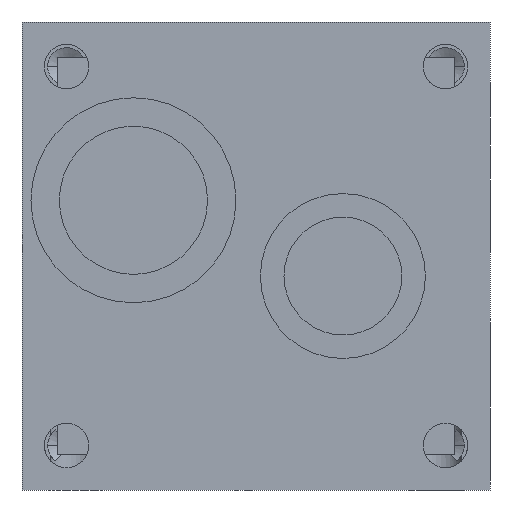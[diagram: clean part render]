
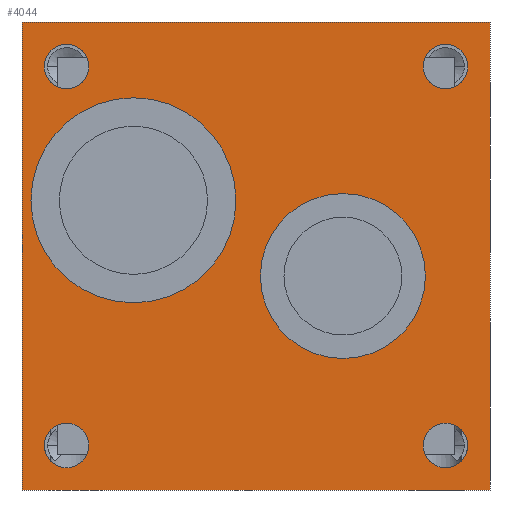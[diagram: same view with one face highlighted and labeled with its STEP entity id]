
A CAD part, front view. The second image highlights one B-rep face of the part: STEP entity #4044.
In plain terms, the highlighted planar face has unit normal (0, -1, 0).
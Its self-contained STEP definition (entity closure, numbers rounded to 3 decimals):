
#1672 = VERTEX_POINT( '', #4824 );
#1694 = EDGE_CURVE( '', #1708, #3358, #4846, .T. );
#1708 = VERTEX_POINT( '', #4860 );
#1908 = VERTEX_POINT( '', #5078 );
#2128 = VERTEX_POINT( '', #5323 );
#2178 = EDGE_CURVE( '', #3304, #3034, #5384, .T. );
#2412 = EDGE_CURVE( '', #3554, #1672, #5645, .T. );
#2422 = VERTEX_POINT( '', #5655 );
#2444 = EDGE_CURVE( '', #1672, #3554, #5678, .T. );
#2498 = VERTEX_POINT( '', #5740 );
#2500 = EDGE_CURVE( '', #1908, #1708, #5742, .T. );
#2530 = VERTEX_POINT( '', #5775 );
#2638 = EDGE_CURVE( '', #2128, #2790, #5901, .T. );
#2650 = EDGE_CURVE( '', #3034, #3304, #5913, .T. );
#2666 = VERTEX_POINT( '', #5929 );
#2790 = VERTEX_POINT( '', #6065 );
#2920 = VERTEX_POINT( '', #6204 );
#3024 = EDGE_CURVE( '', #2498, #1908, #6322, .T. );
#3034 = VERTEX_POINT( '', #6333 );
#3304 = VERTEX_POINT( '', #6631 );
#3358 = VERTEX_POINT( '', #6690 );
#3394 = EDGE_CURVE( '', #3758, #3948, #6732, .T. );
#3454 = EDGE_CURVE( '', #3948, #3758, #6798, .T. );
#3554 = VERTEX_POINT( '', #6955 );
#3758 = VERTEX_POINT( '', #7186 );
#3904 = EDGE_CURVE( '', #2498, #3358, #7353, .T. );
#3948 = VERTEX_POINT( '', #7406 );
#4044 = ADVANCED_FACE( '', ( #7512, #7513, #7514, #7515, #7516, #7517, #7518 ), #7519, .F. );
#4062 = EDGE_CURVE( '', #2920, #2422, #7538, .T. );
#4070 = EDGE_CURVE( '', #2422, #2920, #7546, .T. );
#4108 = EDGE_CURVE( '', #2666, #2530, #7586, .T. );
#4162 = EDGE_CURVE( '', #2790, #2128, #7644, .T. );
#4464 = EDGE_CURVE( '', #2530, #2666, #7988, .T. );
#4824 = CARTESIAN_POINT( '', ( 460., 0., 140. ) );
#4846 = LINE( '', #8448, #8449 );
#4860 = CARTESIAN_POINT( '', ( 465., 0., 45. ) );
#5078 = CARTESIAN_POINT( '', ( 465., 0., 150. ) );
#5323 = CARTESIAN_POINT( '', ( 365., 0., 55. ) );
#5384 = CIRCLE( '', #9226, 5. );
#5645 = CIRCLE( '', #9618, 5. );
#5655 = CARTESIAN_POINT( '', ( 450.5, 0., 93. ) );
#5678 = CIRCLE( '', #9663, 5. );
#5740 = CARTESIAN_POINT( '', ( 360., 0., 150. ) );
#5742 = LINE( '', #9772, #9773 );
#5775 = CARTESIAN_POINT( '', ( 362., 0., 110. ) );
#5901 = CIRCLE( '', #9987, 5. );
#5913 = CIRCLE( '', #10006, 5. );
#5929 = CARTESIAN_POINT( '', ( 408., 0., 110. ) );
#6065 = CARTESIAN_POINT( '', ( 375., 0., 55. ) );
#6204 = CARTESIAN_POINT( '', ( 413.5, 0., 93. ) );
#6322 = LINE( '', #10657, #10658 );
#6333 = CARTESIAN_POINT( '', ( 450., 0., 55. ) );
#6631 = CARTESIAN_POINT( '', ( 460., 0., 55. ) );
#6690 = CARTESIAN_POINT( '', ( 360., 0., 45. ) );
#6732 = CIRCLE( '', #11210, 5. );
#6798 = CIRCLE( '', #11299, 5. );
#6955 = CARTESIAN_POINT( '', ( 450., 0., 140. ) );
#7186 = CARTESIAN_POINT( '', ( 365., 0., 140. ) );
#7353 = LINE( '', #12096, #12097 );
#7406 = CARTESIAN_POINT( '', ( 375., 0., 140. ) );
#7512 = FACE_BOUND( '', #12346, .T. );
#7513 = FACE_BOUND( '', #12347, .T. );
#7514 = FACE_BOUND( '', #12348, .T. );
#7515 = FACE_BOUND( '', #12349, .T. );
#7516 = FACE_BOUND( '', #12350, .T. );
#7517 = FACE_BOUND( '', #12351, .T. );
#7518 = FACE_OUTER_BOUND( '', #12352, .T. );
#7519 = PLANE( '', #12353 );
#7538 = CIRCLE( '', #12381, 18.5 );
#7546 = CIRCLE( '', #12394, 18.5 );
#7586 = CIRCLE( '', #12447, 23. );
#7644 = CIRCLE( '', #12523, 5. );
#7988 = CIRCLE( '', #13004, 23. );
#8448 = CARTESIAN_POINT( '', ( 412.5, 0., 45. ) );
#8449 = VECTOR( '', #13471, 1. );
#9226 = AXIS2_PLACEMENT_3D( '', #14079, #14080, #14081 );
#9618 = AXIS2_PLACEMENT_3D( '', #14397, #14398, #14399 );
#9663 = AXIS2_PLACEMENT_3D( '', #14426, #14427, #14428 );
#9772 = CARTESIAN_POINT( '', ( 465., 0., 97.5 ) );
#9773 = VECTOR( '', #14535, 1. );
#9987 = AXIS2_PLACEMENT_3D( '', #14750, #14751, #14752 );
#10006 = AXIS2_PLACEMENT_3D( '', #14761, #14762, #14763 );
#10657 = CARTESIAN_POINT( '', ( 412.5, 0., 150. ) );
#10658 = VECTOR( '', #15186, 1. );
#11210 = AXIS2_PLACEMENT_3D( '', #15689, #15690, #15691 );
#11299 = AXIS2_PLACEMENT_3D( '', #15771, #15772, #15773 );
#12096 = CARTESIAN_POINT( '', ( 360., 0., 97.5 ) );
#12097 = VECTOR( '', #16493, 1. );
#12346 = EDGE_LOOP( '', ( #16719, #16720 ) );
#12347 = EDGE_LOOP( '', ( #16721, #16722 ) );
#12348 = EDGE_LOOP( '', ( #16723, #16724 ) );
#12349 = EDGE_LOOP( '', ( #16725, #16726 ) );
#12350 = EDGE_LOOP( '', ( #16727, #16728 ) );
#12351 = EDGE_LOOP( '', ( #16729, #16730 ) );
#12352 = EDGE_LOOP( '', ( #16731, #16732, #16733, #16734 ) );
#12353 = AXIS2_PLACEMENT_3D( '', #16735, #16736, #16737 );
#12381 = AXIS2_PLACEMENT_3D( '', #16753, #16754, #16755 );
#12394 = AXIS2_PLACEMENT_3D( '', #16763, #16764, #16765 );
#12447 = AXIS2_PLACEMENT_3D( '', #16803, #16804, #16805 );
#12523 = AXIS2_PLACEMENT_3D( '', #16876, #16877, #16878 );
#13004 = AXIS2_PLACEMENT_3D( '', #17309, #17310, #17311 );
#13471 = DIRECTION( '', ( -1., 0., 0. ) );
#14079 = CARTESIAN_POINT( '', ( 455., 0., 55. ) );
#14080 = DIRECTION( '', ( 0., 1., 0. ) );
#14081 = DIRECTION( '', ( 1., 0., 0. ) );
#14397 = CARTESIAN_POINT( '', ( 455., 0., 140. ) );
#14398 = DIRECTION( '', ( 0., 1., 0. ) );
#14399 = DIRECTION( '', ( 1., 0., 0. ) );
#14426 = CARTESIAN_POINT( '', ( 455., 0., 140. ) );
#14427 = DIRECTION( '', ( 0., 1., 0. ) );
#14428 = DIRECTION( '', ( 1., 0., 0. ) );
#14535 = DIRECTION( '', ( 0., 0., -1. ) );
#14750 = CARTESIAN_POINT( '', ( 370., 0., 55. ) );
#14751 = DIRECTION( '', ( 0., 1., 0. ) );
#14752 = DIRECTION( '', ( 1., 0., 0. ) );
#14761 = CARTESIAN_POINT( '', ( 455., 0., 55. ) );
#14762 = DIRECTION( '', ( 0., 1., 0. ) );
#14763 = DIRECTION( '', ( 1., 0., 0. ) );
#15186 = DIRECTION( '', ( 1., 0., 0. ) );
#15689 = CARTESIAN_POINT( '', ( 370., 0., 140. ) );
#15690 = DIRECTION( '', ( 0., 1., 0. ) );
#15691 = DIRECTION( '', ( 1., 0., 0. ) );
#15771 = CARTESIAN_POINT( '', ( 370., 0., 140. ) );
#15772 = DIRECTION( '', ( 0., 1., 0. ) );
#15773 = DIRECTION( '', ( 1., 0., 0. ) );
#16493 = DIRECTION( '', ( 0., 0., -1. ) );
#16719 = ORIENTED_EDGE( '', *, *, #2444, .T. );
#16720 = ORIENTED_EDGE( '', *, *, #2412, .T. );
#16721 = ORIENTED_EDGE( '', *, *, #3454, .T. );
#16722 = ORIENTED_EDGE( '', *, *, #3394, .T. );
#16723 = ORIENTED_EDGE( '', *, *, #2178, .T. );
#16724 = ORIENTED_EDGE( '', *, *, #2650, .T. );
#16725 = ORIENTED_EDGE( '', *, *, #4070, .T. );
#16726 = ORIENTED_EDGE( '', *, *, #4062, .T. );
#16727 = ORIENTED_EDGE( '', *, *, #4108, .T. );
#16728 = ORIENTED_EDGE( '', *, *, #4464, .T. );
#16729 = ORIENTED_EDGE( '', *, *, #4162, .T. );
#16730 = ORIENTED_EDGE( '', *, *, #2638, .T. );
#16731 = ORIENTED_EDGE( '', *, *, #3904, .T. );
#16732 = ORIENTED_EDGE( '', *, *, #1694, .F. );
#16733 = ORIENTED_EDGE( '', *, *, #2500, .F. );
#16734 = ORIENTED_EDGE( '', *, *, #3024, .F. );
#16735 = CARTESIAN_POINT( '', ( 412.5, 0., 97.5 ) );
#16736 = DIRECTION( '', ( 0., 1., 0. ) );
#16737 = DIRECTION( '', ( 0., 0., 1. ) );
#16753 = CARTESIAN_POINT( '', ( 432., 0., 93. ) );
#16754 = DIRECTION( '', ( 0., 1., 0. ) );
#16755 = DIRECTION( '', ( 1., 0., 0. ) );
#16763 = CARTESIAN_POINT( '', ( 432., 0., 93. ) );
#16764 = DIRECTION( '', ( 0., 1., 0. ) );
#16765 = DIRECTION( '', ( 1., 0., 0. ) );
#16803 = CARTESIAN_POINT( '', ( 385., 0., 110. ) );
#16804 = DIRECTION( '', ( 0., 1., 0. ) );
#16805 = DIRECTION( '', ( 1., 0., 0. ) );
#16876 = CARTESIAN_POINT( '', ( 370., 0., 55. ) );
#16877 = DIRECTION( '', ( 0., 1., 0. ) );
#16878 = DIRECTION( '', ( 1., 0., 0. ) );
#17309 = CARTESIAN_POINT( '', ( 385., 0., 110. ) );
#17310 = DIRECTION( '', ( 0., 1., 0. ) );
#17311 = DIRECTION( '', ( 1., 0., 0. ) );
